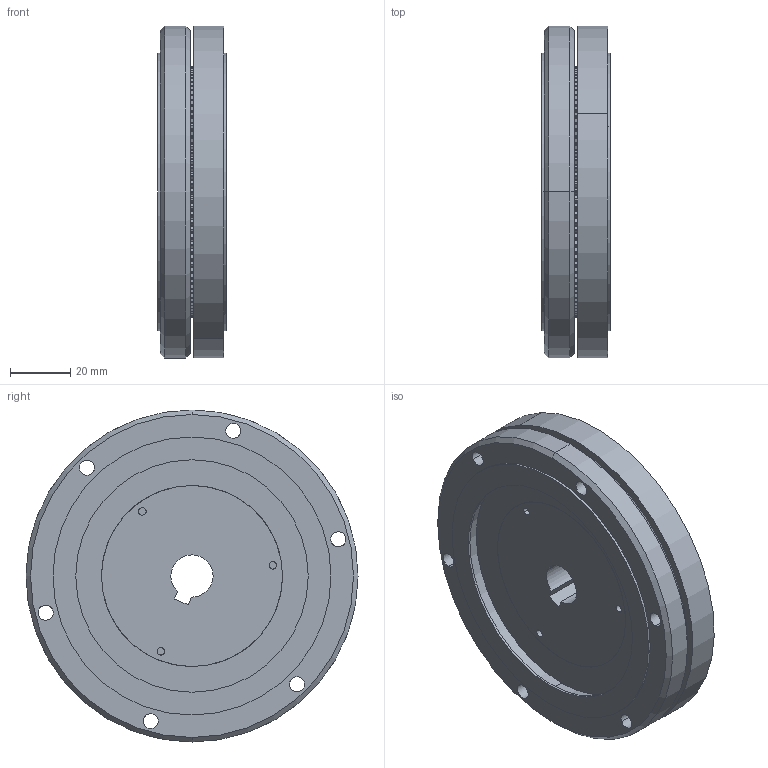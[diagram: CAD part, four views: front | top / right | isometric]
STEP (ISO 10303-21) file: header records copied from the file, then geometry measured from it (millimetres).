
FILE_DESCRIPTION (( 'STEP AP214' ), '1' );
FILE_NAME ('HDF-032-001.STEP', '2018-03-14T16:37:23', ( '' ), ( '' ), 'SwSTEP 2.0', 'SolidWorks 2017', '' );
FILE_SCHEMA (( 'AUTOMOTIVE_DESIGN' ));
Length unit declared in the file: millimetre
Products named in the file (7): HDF-032-006; HDF-032-005; HDF-032-003; HDF-032-001; HDF-032-002; pan slot head_am_B18.6.7M - M3 x 0.5 x 4 Slotted PHMS --4N; HDF-032-004
Assembly tree (8 placements, depth 2):
  HDF-032-001
    HDF-032-002
    HDF-032-003
    HDF-032-004
    HDF-032-005
    HDF-032-006
    pan slot head_am_B18.6.7M - M3 x 0.5 x 4 Slotted PHMS --4N  x3
Bounding box: 22.62 x 110 x 110 mm (x, y, z)
Volume: 150741.4 mm3; surface area: 68253.5 mm2
Topology: 8 solids, 8 shells, 1858 faces, 5073 edges, 3241 vertices
Faces by surface type: plane 959, cylinder 678, torus 208, bspline 9, cone 4
Entity records: 67343 total; most frequent: CARTESIAN_POINT 19703, ORIENTED_EDGE 10034, DIRECTION 9218, EDGE_CURVE 5017, VECTOR 3238, LINE 3238, VERTEX_POINT 3205, AXIS2_PLACEMENT_3D 2990
